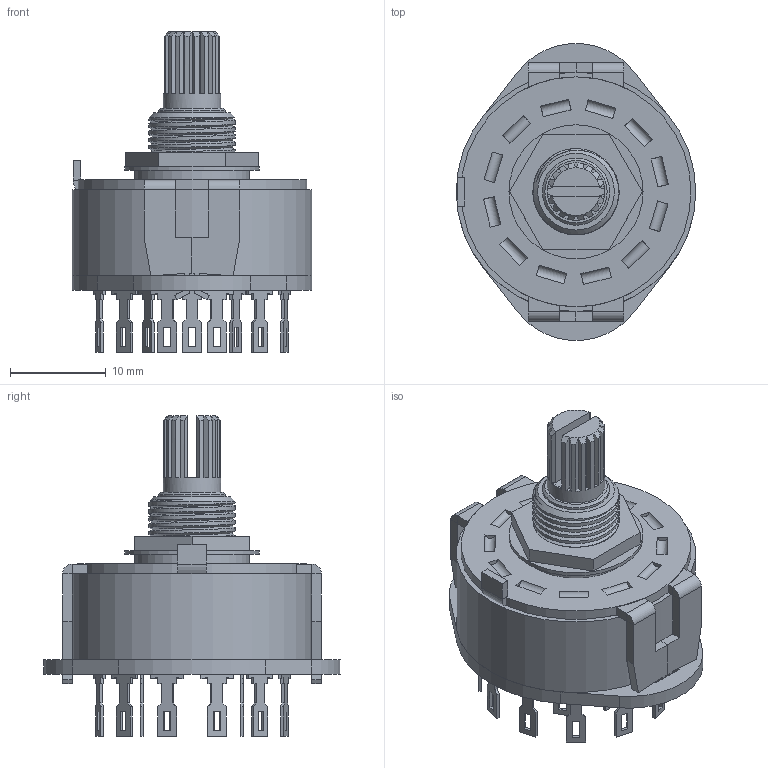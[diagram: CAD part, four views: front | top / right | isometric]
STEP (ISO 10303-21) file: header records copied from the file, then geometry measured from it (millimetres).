
FILE_DESCRIPTION(('FreeCAD Model'),'2;1');
FILE_NAME('Alpha Taiwan Rotary Switch.step','2019-06-22T23:07:33',('Author') ,(''),'Open CASCADE STEP processor 7.3','FreeCAD','Unknown');
FILE_SCHEMA(('AUTOMOTIVE_DESIGN { 1 0 10303 214 1 1 1 1 }'));
Length unit declared in the file: millimetre
Products named in the file (26): Bracket; Wafer; Pin_Throw_3; Pin_Throw_7; Pin_Throw_6; Pin_Throw_8; Nut; Pin_Pole_6; Pin_Pole_5; Pin_Throw_11; Pin_Throw_9; Pin_Throw_10; Washer; Pin_Throw_5; Pin_Throw_4; Bushing; Shaft; Pin_Pole_1; Pin_Throw_12; Housing; Pin_Pole_3; Pin_Pole_4; Pin_Pole_2; Tab; Pin_Throw_1; Pin_Throw_2
Bounding box: 25 x 30.95 x 33.5 mm (x, y, z)
Volume: 6738.1 mm3; surface area: 6397.3 mm2
Topology: 26 solids, 26 shells, 722 faces, 1881 edges, 1225 vertices
Faces by surface type: plane 649, cylinder 41, cone 18, bspline 14
Full cylindrical faces by diameter (mm): 6 x1, 7 x1, 9 x7, 12 x1, 14 x1, 25 x1
Entity records: 25987 total; most frequent: CARTESIAN_POINT 7636, ORIENTED_EDGE 3762, DIRECTION 3424, EDGE_CURVE 1881, LINE 1658, VECTOR 1658, VERTEX_POINT 1225, AXIS2_PLACEMENT_3D 883
